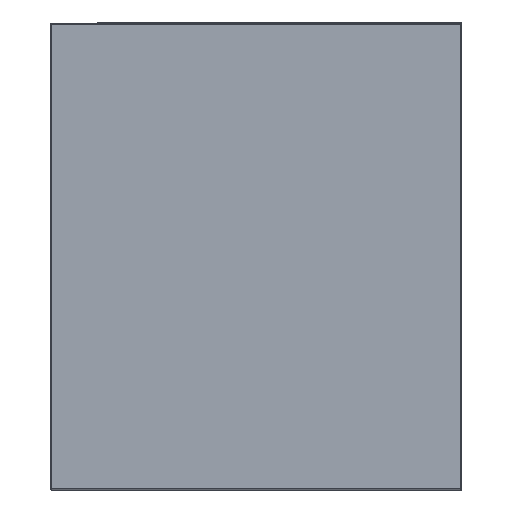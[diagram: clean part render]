
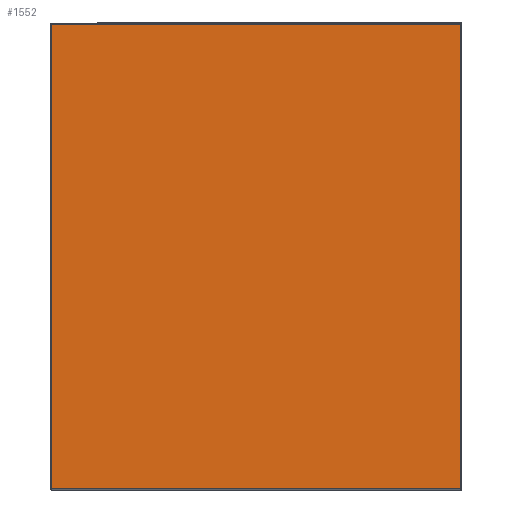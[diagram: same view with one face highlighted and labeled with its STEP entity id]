
A CAD part, left-side view. The second image highlights one B-rep face of the part: STEP entity #1552.
In plain terms, the highlighted planar face has unit normal (-1, 0, 0).
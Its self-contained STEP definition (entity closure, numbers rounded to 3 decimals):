
#15 = LINE ( 'NONE', #2526, #2446 ) ;
#44 = DIRECTION ( 'NONE',  ( 0., 0., 1. ) ) ;
#89 = VERTEX_POINT ( 'NONE', #466 ) ;
#259 = CARTESIAN_POINT ( 'NONE',  ( -497.5, 399., -228.5 ) ) ;
#268 = CARTESIAN_POINT ( 'NONE',  ( -497.5, 400., 224.086 ) ) ;
#353 = PLANE ( 'NONE',  #908 ) ;
#466 = CARTESIAN_POINT ( 'NONE',  ( -497.5, 1., 224.086 ) ) ;
#469 = DIRECTION ( 'NONE',  ( 0., 0., -1. ) ) ;
#531 = EDGE_CURVE ( 'NONE', #1417, #89, #942, .T. ) ;
#535 = DIRECTION ( 'NONE',  ( 0., -1., 0. ) ) ;
#564 = CARTESIAN_POINT ( 'NONE',  ( -497.5, 400., -228.5 ) ) ;
#797 = ORIENTED_EDGE ( 'NONE', *, *, #887, .T. ) ;
#852 = ORIENTED_EDGE ( 'NONE', *, *, #1869, .T. ) ;
#887 = EDGE_CURVE ( 'NONE', #946, #1872, #2525, .T. ) ;
#908 = AXIS2_PLACEMENT_3D ( 'NONE', #564, #2830, #1472 ) ;
#942 = LINE ( 'NONE', #2321, #2758 ) ;
#946 = VERTEX_POINT ( 'NONE', #2741 ) ;
#1417 = VERTEX_POINT ( 'NONE', #2350 ) ;
#1441 = VECTOR ( 'NONE', #469, 1000. ) ;
#1472 = DIRECTION ( 'NONE',  ( 0., 0., 1. ) ) ;
#1552 = ADVANCED_FACE ( 'NONE', ( #1737 ), #353, .T. ) ;
#1737 = FACE_OUTER_BOUND ( 'NONE', #2541, .T. ) ;
#1814 = ORIENTED_EDGE ( 'NONE', *, *, #531, .T. ) ;
#1862 = LINE ( 'NONE', #268, #2131 ) ;
#1869 = EDGE_CURVE ( 'NONE', #89, #946, #1862, .T. ) ;
#1872 = VERTEX_POINT ( 'NONE', #2267 ) ;
#1922 = ORIENTED_EDGE ( 'NONE', *, *, #2634, .T. ) ;
#2074 = DIRECTION ( 'NONE',  ( 0., 1., 0. ) ) ;
#2131 = VECTOR ( 'NONE', #2074, 1000. ) ;
#2267 = CARTESIAN_POINT ( 'NONE',  ( -497.5, 399., -227.5 ) ) ;
#2321 = CARTESIAN_POINT ( 'NONE',  ( -497.5, 1., -228.5 ) ) ;
#2350 = CARTESIAN_POINT ( 'NONE',  ( -497.5, 1., -227.5 ) ) ;
#2446 = VECTOR ( 'NONE', #535, 1000. ) ;
#2525 = LINE ( 'NONE', #259, #1441 ) ;
#2526 = CARTESIAN_POINT ( 'NONE',  ( -497.5, 400., -227.5 ) ) ;
#2541 = EDGE_LOOP ( 'NONE', ( #797, #1922, #1814, #852 ) ) ;
#2634 = EDGE_CURVE ( 'NONE', #1872, #1417, #15, .T. ) ;
#2741 = CARTESIAN_POINT ( 'NONE',  ( -497.5, 399., 224.086 ) ) ;
#2758 = VECTOR ( 'NONE', #44, 1000. ) ;
#2830 = DIRECTION ( 'NONE',  ( -1., 0., 0. ) ) ;
